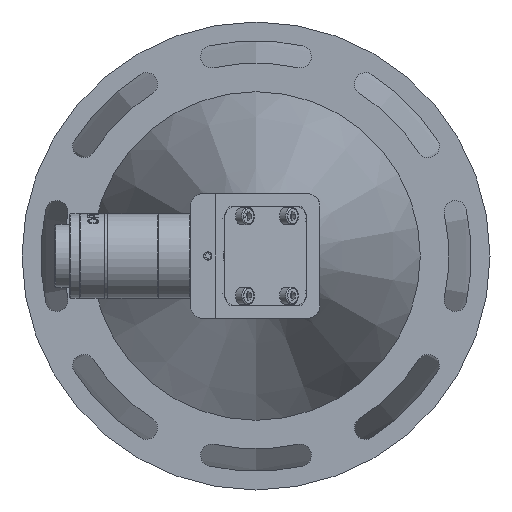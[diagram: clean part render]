
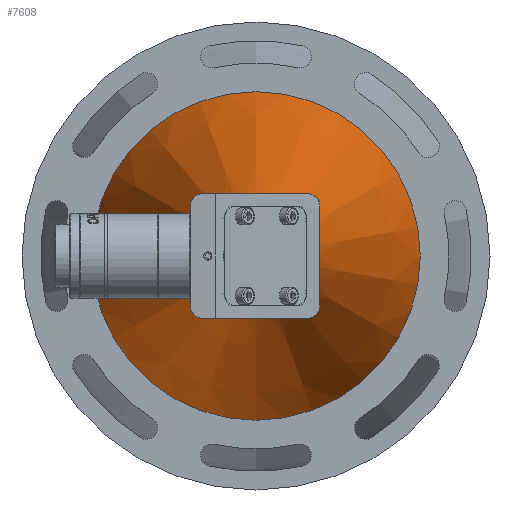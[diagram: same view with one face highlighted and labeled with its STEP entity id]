
A CAD part, left-side view. The second image highlights one B-rep face of the part: STEP entity #7608.
In plain terms, the highlighted conical face has half-angle 17 degrees and reference radius 66 mm.
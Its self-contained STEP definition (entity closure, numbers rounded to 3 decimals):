
#26 = CIRCLE ( 'NONE', #5193, 66. ) ;
#791 = VERTEX_POINT ( 'NONE', #1595 ) ;
#1114 = ORIENTED_EDGE ( 'NONE', *, *, #4312, .F. ) ;
#1388 = DIRECTION ( 'NONE',  ( 1., 0., 0. ) ) ;
#1595 = CARTESIAN_POINT ( 'NONE',  ( 24.64, 0., 25. ) ) ;
#2207 = DIRECTION ( 'NONE',  ( -1., 0., 0. ) ) ;
#2227 = CARTESIAN_POINT ( 'NONE',  ( 158.744, 0., 0. ) ) ;
#2748 = FACE_OUTER_BOUND ( 'NONE', #7993, .T. ) ;
#3165 = CONICAL_SURFACE ( 'NONE', #5186, 66., 0.297 ) ;
#3443 = CARTESIAN_POINT ( 'NONE',  ( 158.744, 0., 66. ) ) ;
#3491 = FACE_BOUND ( 'NONE', #3820, .T. ) ;
#3820 = EDGE_LOOP ( 'NONE', ( #1114 ) ) ;
#3959 = ORIENTED_EDGE ( 'NONE', *, *, #8495, .T. ) ;
#4117 = VERTEX_POINT ( 'NONE', #3443 ) ;
#4312 = EDGE_CURVE ( 'NONE', #791, #791, #4724, .T. ) ;
#4336 = DIRECTION ( 'NONE',  ( 0., 0., 1. ) ) ;
#4724 = CIRCLE ( 'NONE', #8239, 25. ) ;
#5186 = AXIS2_PLACEMENT_3D ( 'NONE', #7691, #1388, #5528 ) ;
#5193 = AXIS2_PLACEMENT_3D ( 'NONE', #2227, #5518, #9063 ) ;
#5518 = DIRECTION ( 'NONE',  ( -1., 0., 0. ) ) ;
#5528 = DIRECTION ( 'NONE',  ( 0., 0., -1. ) ) ;
#7079 = CARTESIAN_POINT ( 'NONE',  ( 24.64, 0., 0. ) ) ;
#7608 = ADVANCED_FACE ( 'NONE', ( #3491, #2748 ), #3165, .T. ) ;
#7691 = CARTESIAN_POINT ( 'NONE',  ( 158.744, 0., 0. ) ) ;
#7993 = EDGE_LOOP ( 'NONE', ( #3959 ) ) ;
#8239 = AXIS2_PLACEMENT_3D ( 'NONE', #7079, #2207, #4336 ) ;
#8495 = EDGE_CURVE ( 'NONE', #4117, #4117, #26, .T. ) ;
#9063 = DIRECTION ( 'NONE',  ( 0., 0., 1. ) ) ;
